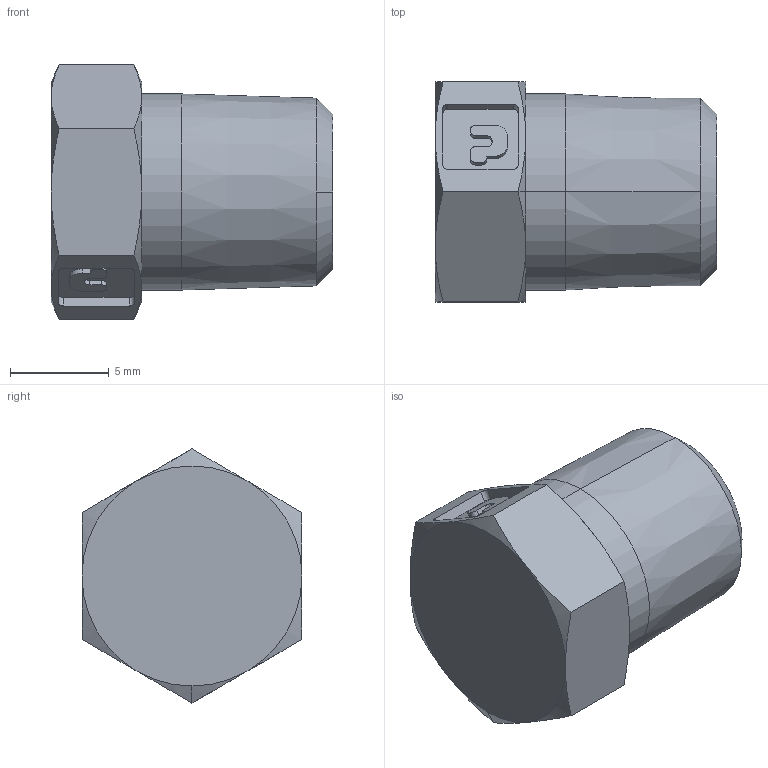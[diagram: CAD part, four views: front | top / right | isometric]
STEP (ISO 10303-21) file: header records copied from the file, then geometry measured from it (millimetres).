
FILE_DESCRIPTION (( 'STEP AP214' ), '1' );
FILE_NAME ('Plug0.125.step', '2018-12-19T16:08:49', ( '' ), ( '' ), 'SwSTEP 2.0', 'SolidWorks 2018', '' );
FILE_SCHEMA (( 'AUTOMOTIVE_DESIGN' ));
Length unit declared in the file: inch
Products named in the file (1): Plug0.125
Bounding box: 14.22 x 11.11 x 12.83 mm (x, y, z)
Volume: 929.7 mm3; surface area: 841.9 mm2
Topology: 1 solids, 1 shells, 93 faces, 238 edges, 151 vertices
Faces by surface type: plane 41, cylinder 30, cone 22
Entity records: 2864 total; most frequent: CARTESIAN_POINT 553, DIRECTION 482, ORIENTED_EDGE 472, EDGE_CURVE 236, AXIS2_PLACEMENT_3D 176, VERTEX_POINT 151, VECTOR 130, LINE 130
